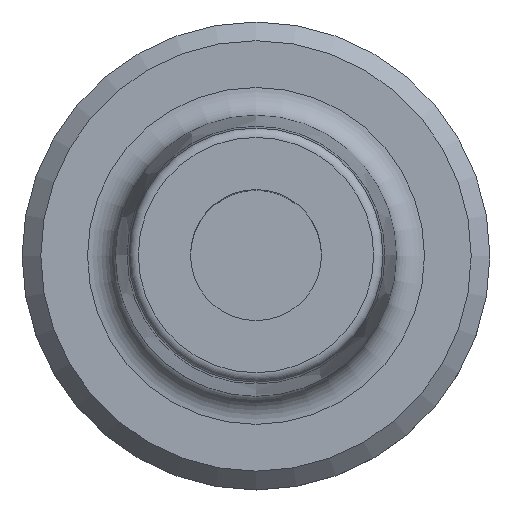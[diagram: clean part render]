
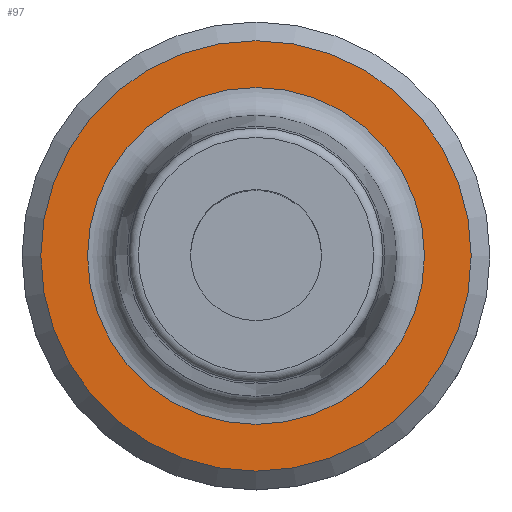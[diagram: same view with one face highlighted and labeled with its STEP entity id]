
A CAD part, top view. The second image highlights one B-rep face of the part: STEP entity #97.
In plain terms, the highlighted planar face has unit normal (0, 0, 1).
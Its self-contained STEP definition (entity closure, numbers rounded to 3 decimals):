
#97=ADVANCED_FACE('',(#126,#127),#109,.T.);
#109=PLANE('',#272);
#126=FACE_BOUND('',#156,.T.);
#127=FACE_BOUND('',#157,.T.);
#156=EDGE_LOOP('',(#188));
#157=EDGE_LOOP('',(#189));
#188=ORIENTED_EDGE('',*,*,#233,.T.);
#189=ORIENTED_EDGE('',*,*,#232,.F.);
#216=VERTEX_POINT('',#405);
#217=VERTEX_POINT('',#408);
#232=EDGE_CURVE('',#216,#216,#248,.T.);
#233=EDGE_CURVE('',#217,#217,#249,.T.);
#248=CIRCLE('',#269,23.);
#249=CIRCLE('',#271,18.);
#269=AXIS2_PLACEMENT_3D('',#404,#315,#316);
#271=AXIS2_PLACEMENT_3D('',#407,#319,#320);
#272=AXIS2_PLACEMENT_3D('',#409,#321,#322);
#315=DIRECTION('',(0.,0.,-1.));
#316=DIRECTION('',(-1.,0.,0.));
#319=DIRECTION('',(0.,0.,-1.));
#320=DIRECTION('',(-1.,0.,0.));
#321=DIRECTION('',(0.,0.,1.));
#322=DIRECTION('',(1.,0.,0.));
#404=CARTESIAN_POINT('',(0.,0.,8.));
#405=CARTESIAN_POINT('',(-23.,0.,8.));
#407=CARTESIAN_POINT('',(0.,0.,8.));
#408=CARTESIAN_POINT('',(-18.,0.,8.));
#409=CARTESIAN_POINT('',(0.,23.,8.));
